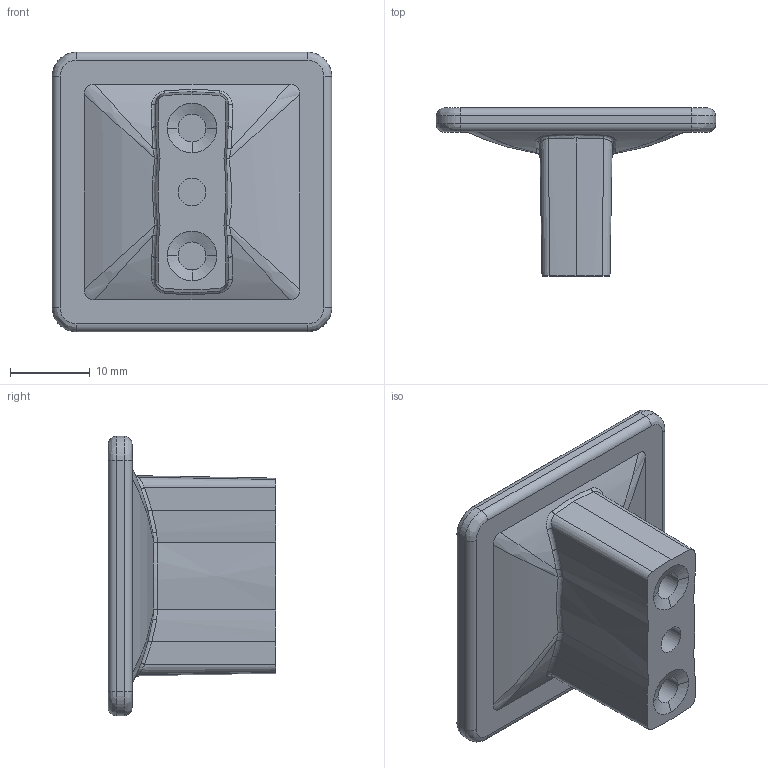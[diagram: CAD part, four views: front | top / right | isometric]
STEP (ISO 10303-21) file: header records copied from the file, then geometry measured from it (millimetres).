
FILE_DESCRIPTION (( 'STEP AP214' ), '1' );
FILE_NAME ('F003215,F003216_3D.step', '2022-08-15T13:04:34', ( '' ), ( '' ), 'SwSTEP 2.0', 'SolidWorks 2020', '' );
FILE_SCHEMA (( 'AUTOMOTIVE_DESIGN' ));
Length unit declared in the file: millimetre
Products named in the file (1): F003215,F003216_3D
Bounding box: 35 x 21 x 35 mm (x, y, z)
Volume: 6706.8 mm3; surface area: 4197.8 mm2
Topology: 1 solids, 1 shells, 99 faces, 236 edges, 140 vertices
Faces by surface type: bspline 36, cylinder 29, cone 19, plane 15
Entity records: 5181 total; most frequent: CARTESIAN_POINT 3164, ORIENTED_EDGE 464, DIRECTION 322, EDGE_CURVE 232, VERTEX_POINT 140, AXIS2_PLACEMENT_3D 127, EDGE_LOOP 104, ADVANCED_FACE 99
